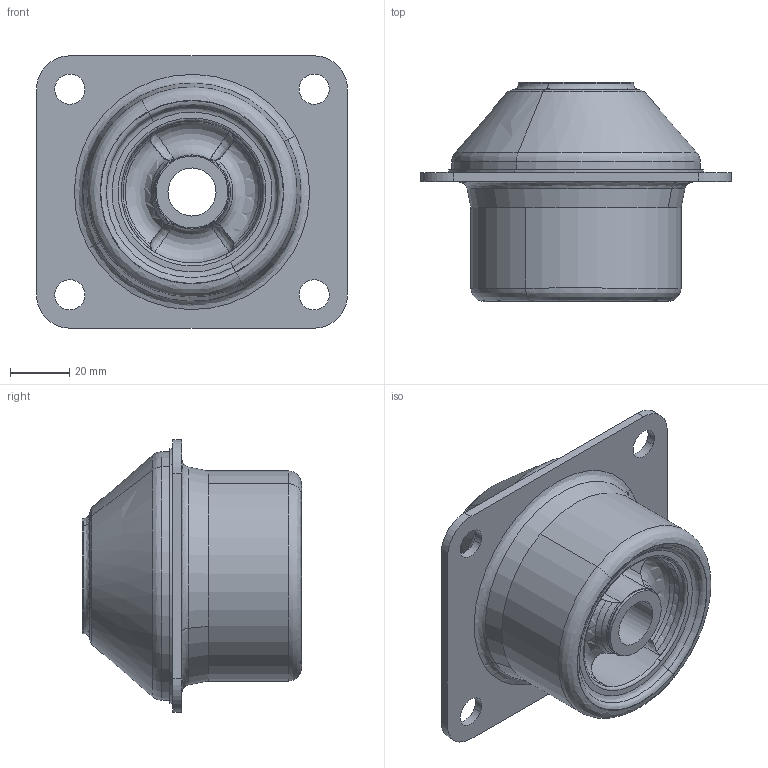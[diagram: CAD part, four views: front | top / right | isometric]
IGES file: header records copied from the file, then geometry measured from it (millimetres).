
Start section: START RECORD GO HERE.
Global section: file name: 3D-IEX-544453-00-PAULSTRACAB.igs; native system: DASSAULT SYSTEMES CATIA Version 5-6 Release 2017 - www.3ds.com; preprocessor: V5-6R2017_5.27.4.0.11-29-2017.10.50; author: A0H03063; organization: SD6; date: 20190528.143051; units: millimetre
Bounding box: 105 x 74 x 92 mm (x, y, z)
Surface area: 40138.2 mm2 (no closed solid volume)
Topology: 0 solids, 0 shells, 93 faces, 462 edges, 462 vertices
Faces by surface type: revolution 72, plane 17, bspline 4
